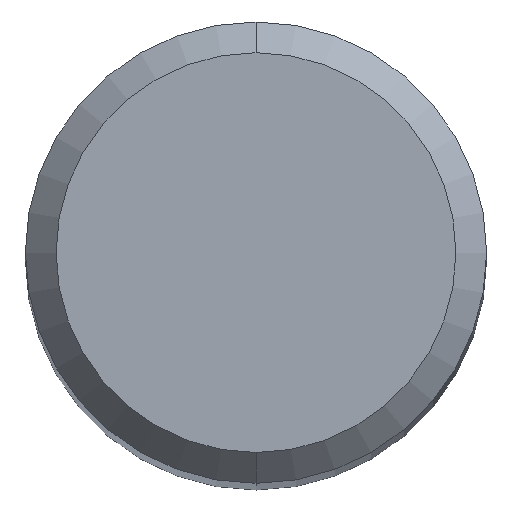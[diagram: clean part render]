
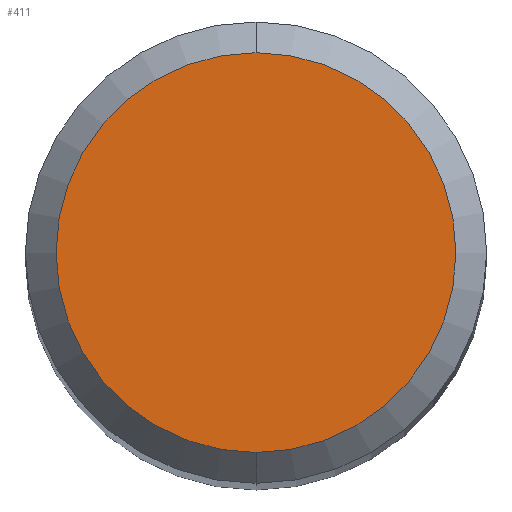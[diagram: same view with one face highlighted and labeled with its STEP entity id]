
A CAD part, top view. The second image highlights one B-rep face of the part: STEP entity #411.
In plain terms, the highlighted planar face has unit normal (0, 0, 1).
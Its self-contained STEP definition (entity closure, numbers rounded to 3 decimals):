
#397=EDGE_CURVE('',#847,#559,#979,.T.);
#407=EDGE_CURVE('',#559,#847,#989,.T.);
#411=ADVANCED_FACE('',(#994),#995,.T.);
#559=VERTEX_POINT('',#1158);
#847=VERTEX_POINT('',#1469);
#979=CIRCLE('',#2855,2.6);
#989=CIRCLE('',#2868,2.6);
#994=FACE_OUTER_BOUND('',#2873,.T.);
#995=PLANE('',#2874);
#1158=CARTESIAN_POINT('',(0.0,2.6,0.0));
#1469=CARTESIAN_POINT('',(0.,-2.6,0.0));
#2855=AXIS2_PLACEMENT_3D('',#5895,#5896,#5897);
#2868=AXIS2_PLACEMENT_3D('',#5899,#5900,#5901);
#2873=EDGE_LOOP('',(#5911,#5912));
#2874=AXIS2_PLACEMENT_3D('',#5913,#5914,#5915);
#5895=CARTESIAN_POINT('',(0.0,0.0,0.0));
#5896=DIRECTION('',(0.0,0.0,-1.0));
#5897=DIRECTION('',(0.0,1.0,0.0));
#5899=CARTESIAN_POINT('',(0.0,0.0,0.0));
#5900=DIRECTION('',(0.0,0.0,-1.0));
#5901=DIRECTION('',(0.0,1.0,0.0));
#5911=ORIENTED_EDGE('',*,*,#407,.F.);
#5912=ORIENTED_EDGE('',*,*,#397,.F.);
#5913=CARTESIAN_POINT('',(0.0,1.3,0.0));
#5914=DIRECTION('',(-0.0,0.0,1.0));
#5915=DIRECTION('',(0.0,-1.0,0.0));
